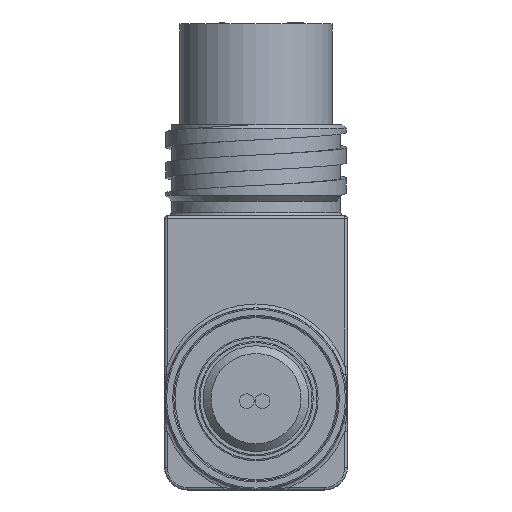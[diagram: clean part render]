
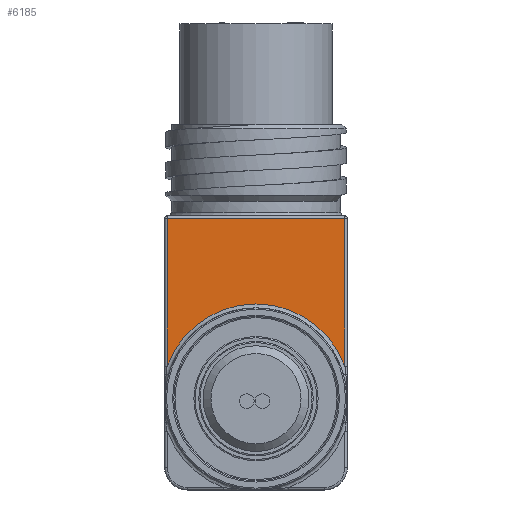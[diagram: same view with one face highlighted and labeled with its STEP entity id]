
A CAD part, front view. The second image highlights one B-rep face of the part: STEP entity #6185.
In plain terms, the highlighted planar face has unit normal (0, -1, 0).
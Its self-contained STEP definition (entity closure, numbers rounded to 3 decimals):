
#362=PLANE('',#6758);
#633=FACE_OUTER_BOUND('',#991,.T.);
#991=EDGE_LOOP('',(#4431,#4432,#4433,#4434));
#1267=LINE('',#9643,#1583);
#1271=LINE('',#9665,#1587);
#1275=LINE('',#9784,#1591);
#1583=VECTOR('',#7599,1000.);
#1587=VECTOR('',#7625,1000.);
#1591=VECTOR('',#7655,1000.);
#2045=CIRCLE('',#6693,9.868);
#2433=VERTEX_POINT('',#9615);
#2437=VERTEX_POINT('',#9639);
#2444=VERTEX_POINT('',#9661);
#2455=VERTEX_POINT('',#9780);
#3115=EDGE_CURVE('',#2437,#2433,#1267,.T.);
#3126=EDGE_CURVE('',#2444,#2437,#1271,.T.);
#3143=EDGE_CURVE('',#2455,#2444,#1275,.T.);
#3180=EDGE_CURVE('',#2433,#2455,#2045,.T.);
#4431=ORIENTED_EDGE('',*,*,#3126,.T.);
#4432=ORIENTED_EDGE('',*,*,#3115,.T.);
#4433=ORIENTED_EDGE('',*,*,#3180,.T.);
#4434=ORIENTED_EDGE('',*,*,#3143,.T.);
#6185=ADVANCED_FACE('',(#633),#362,.F.);
#6693=AXIS2_PLACEMENT_3D('',#10060,#7716,#7717);
#6758=AXIS2_PLACEMENT_3D('',#10645,#7859,#7860);
#7599=DIRECTION('',(0.,0.,-1.));
#7625=DIRECTION('',(-1.,0.,0.));
#7655=DIRECTION('',(0.,0.,1.));
#7716=DIRECTION('center_axis',(0.,1.,0.));
#7717=DIRECTION('ref_axis',(1.,0.,0.));
#7859=DIRECTION('center_axis',(0.,1.,0.));
#7860=DIRECTION('ref_axis',(1.,0.,0.));
#9615=CARTESIAN_POINT('',(0.254,-19.05,-25.218));
#9639=CARTESIAN_POINT('',(0.254,-19.05,-9.802));
#9643=CARTESIAN_POINT('',(0.254,-19.05,-26.019));
#9661=CARTESIAN_POINT('',(18.796,-19.05,-9.802));
#9665=CARTESIAN_POINT('',(0.,-19.05,-9.802));
#9780=CARTESIAN_POINT('',(18.796,-19.05,-25.218));
#9784=CARTESIAN_POINT('',(18.796,-19.05,-0.023));
#10060=CARTESIAN_POINT('Origin',(9.525,-19.05,-28.598));
#10645=CARTESIAN_POINT('Origin',(19.05,-19.05,-0.023));
